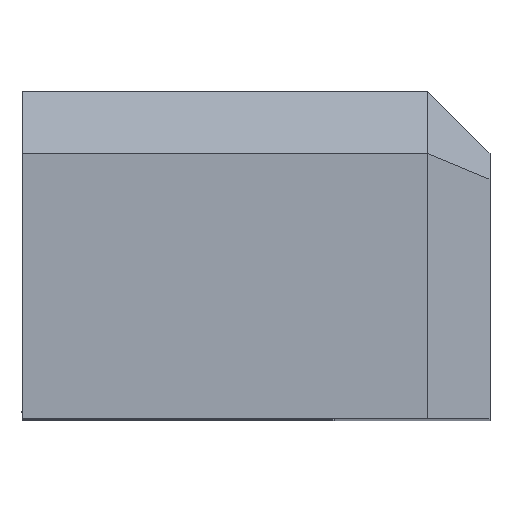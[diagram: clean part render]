
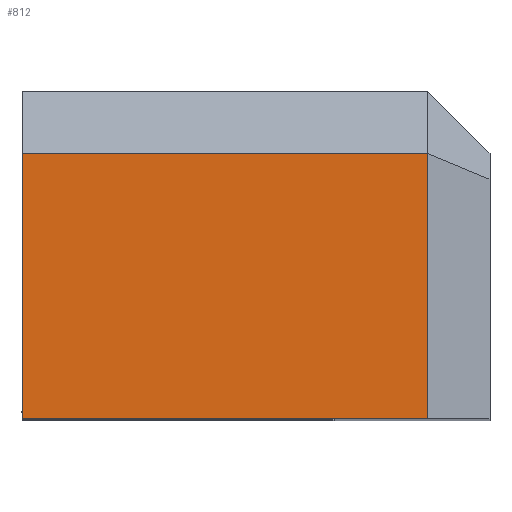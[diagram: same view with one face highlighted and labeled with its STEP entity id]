
A CAD part, top view. The second image highlights one B-rep face of the part: STEP entity #812.
In plain terms, the highlighted planar face has unit normal (0, 0, 1).
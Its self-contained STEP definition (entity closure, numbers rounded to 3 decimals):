
#137=DIRECTION('',(1.,0.,0.));
#138=VECTOR('',#137,13.);
#139=CARTESIAN_POINT('',(270.,584.551,310.5));
#140=LINE('',#139,#138);
#221=DIRECTION('',(1.,0.,0.));
#222=VECTOR('',#221,13.);
#223=CARTESIAN_POINT('',(270.,593.051,310.5));
#224=LINE('',#223,#222);
#225=DIRECTION('',(0.,1.,0.));
#226=VECTOR('',#225,8.5);
#227=CARTESIAN_POINT('',(283.,584.551,310.5));
#228=LINE('',#227,#226);
#229=DIRECTION('',(0.,1.,0.));
#230=VECTOR('',#229,8.5);
#231=CARTESIAN_POINT('',(270.,584.551,310.5));
#232=LINE('',#231,#230);
#381=CARTESIAN_POINT('',(270.,593.051,310.5));
#382=VERTEX_POINT('',#381);
#383=CARTESIAN_POINT('',(270.,584.551,310.5));
#384=VERTEX_POINT('',#383);
#475=CARTESIAN_POINT('',(283.,593.051,310.5));
#476=VERTEX_POINT('',#475);
#484=CARTESIAN_POINT('',(283.,584.551,310.5));
#486=VERTEX_POINT('',#484);
#800=CARTESIAN_POINT('',(270.,595.051,310.5));
#801=DIRECTION('',(0.,0.,1.));
#802=DIRECTION('',(0.,-1.,0.));
#803=AXIS2_PLACEMENT_3D('',#800,#801,#802);
#804=PLANE('',#803);
#805=ORIENTED_EDGE('',*,*,#743,.T.);
#807=ORIENTED_EDGE('',*,*,#806,.F.);
#808=ORIENTED_EDGE('',*,*,#664,.F.);
#809=ORIENTED_EDGE('',*,*,#530,.T.);
#810=EDGE_LOOP('',(#805,#807,#808,#809));
#811=FACE_OUTER_BOUND('',#810,.F.);
#812=ADVANCED_FACE('',(#811),#804,.T.);
#530=EDGE_CURVE('',#384,#382,#232,.T.);
#664=EDGE_CURVE('',#384,#486,#140,.T.);
#743=EDGE_CURVE('',#382,#476,#224,.T.);
#806=EDGE_CURVE('',#486,#476,#228,.T.);
